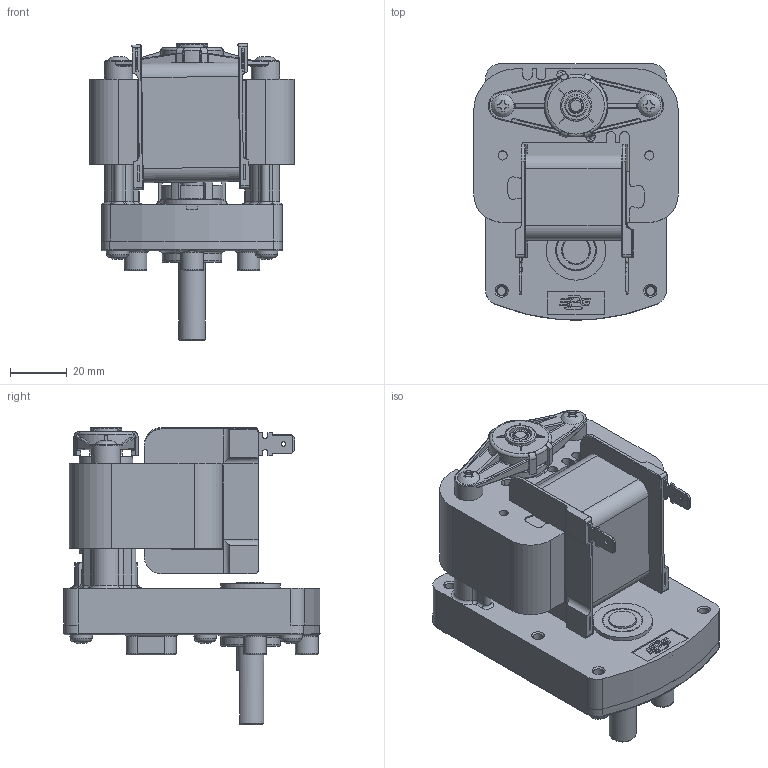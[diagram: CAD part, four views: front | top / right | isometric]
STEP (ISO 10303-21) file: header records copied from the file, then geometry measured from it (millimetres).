
FILE_DESCRIPTION((''),'2;1');
FILE_NAME('SZ SERIES.stp','2015-02-17T14:39:11',('leebh'),(''),'Autodesk Inventor 2013','Autodesk Inventor 2013','');
FILE_SCHEMA(('AUTOMOTIVE_DESIGN { 1 0 10303 214 1 1 1 1 }'));
Length unit declared in the file: millimetre
Products named in the file (1): 부품15
Bounding box: 72 x 90.14 x 104.52 mm (x, y, z)
Volume: 4227.2 mm3; surface area: 79627.6 mm2
Topology: 14 solids, 15 shells, 1123 faces, 2903 edges, 1852 vertices
Faces by surface type: plane 529, cylinder 323, cone 124, torus 111, bspline 28, sphere 8
Full cylindrical faces by diameter (mm): 1.65 x2, 2.5 x1, 3 x3, 3.2 x2, 3.3 x2, 3.4 x9, 3.571 x6, 3.6 x6, 4 x9, 4.2 x2, 4.4 x6, 4.77 x1, 5 x3, 5.6 x2, 6.95 x2, 7 x1, 7.54 x1, 8 x7, 9.5 x1, 9.565 x2, 10 x2, 10.5 x1, 13 x1, 14.3 x3, 16.6 x1, 17.6 x1, 19.3 x1, 19.5 x2, 21 x2, 23 x1
Entity records: 34964 total; most frequent: CARTESIAN_POINT 8711, DIRECTION 5490, ORIENTED_EDGE 5270, EDGE_CURVE 2635, AXIS2_PLACEMENT_3D 2091, VERTEX_POINT 1780, EDGE_LOOP 1423, VECTOR 1308
